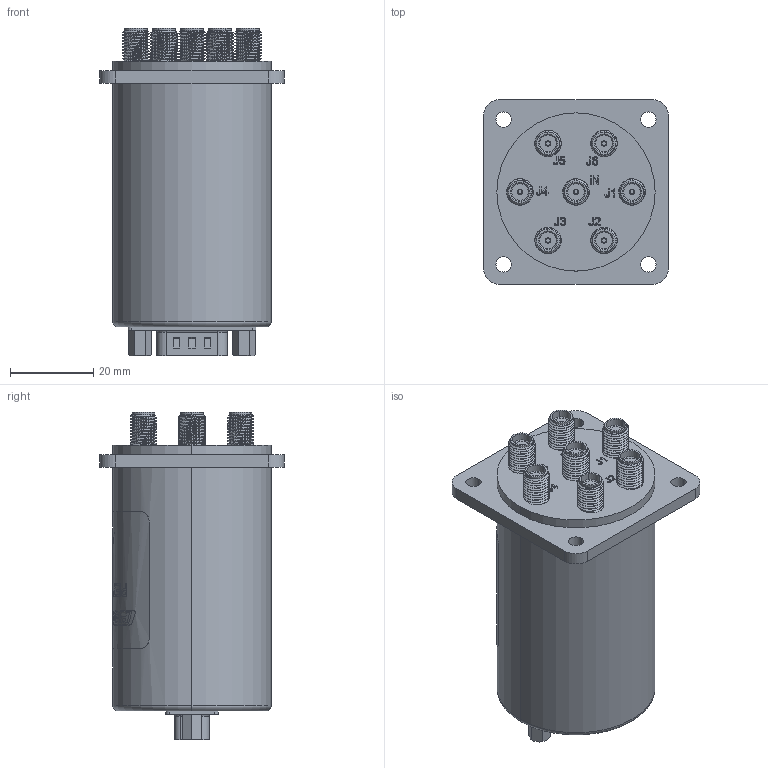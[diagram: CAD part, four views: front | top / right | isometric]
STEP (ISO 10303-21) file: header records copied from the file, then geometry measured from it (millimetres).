
FILE_DESCRIPTION (( 'STEP AP203' ), '1' );
FILE_NAME ('PE71S6374.step', '2019-04-05T15:13:17', ( '' ), ( '' ), 'SwSTEP 2.0', 'SolidWorks 2018', '' );
FILE_SCHEMA (( 'CONFIG_CONTROL_DESIGN' ));
Length unit declared in the file: inch
Products named in the file (1): PE71S6374
Bounding box: 44.45 x 44.45 x 78.79 mm (x, y, z)
Volume: 77181.9 mm3; surface area: 15084.5 mm2
Topology: 1 solids, 11 shells, 955 faces, 2878 edges, 2056 vertices
Faces by surface type: cylinder 356, plane 267, bspline 208, cone 71, sphere 36, torus 17
Entity records: 62708 total; most frequent: CARTESIAN_POINT 39839, ORIENTED_EDGE 5612, DIRECTION 3624, EDGE_CURVE 2806, VERTEX_POINT 2020, AXIS2_PLACEMENT_3D 1359, EDGE_LOOP 1112, FACE_OUTER_BOUND 955
